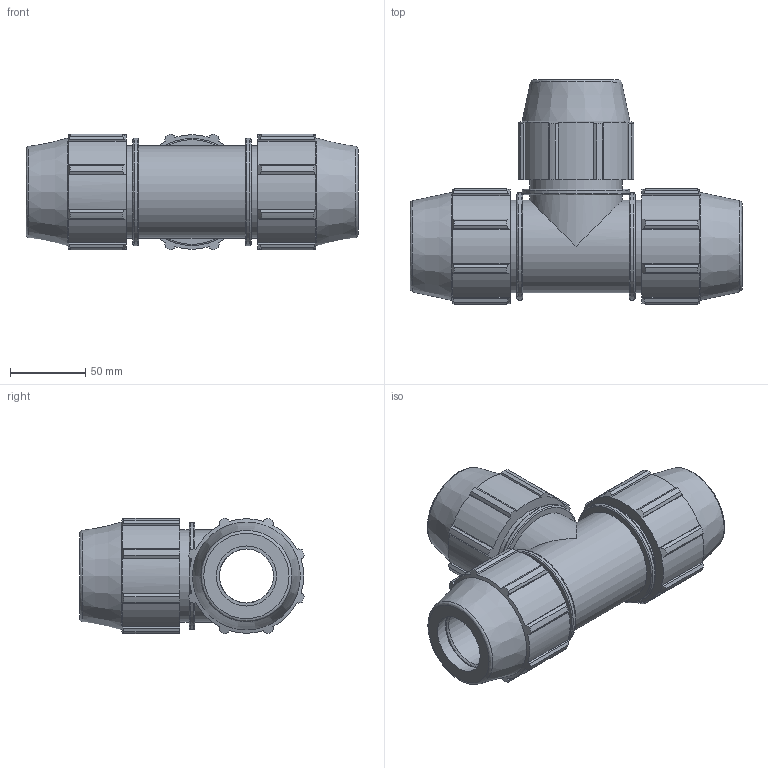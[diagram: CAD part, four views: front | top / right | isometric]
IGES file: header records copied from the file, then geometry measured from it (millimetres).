
Global section: file name: 070400040_180400040_0704060400A.ipt; native system: Autodesk Inventor 2015; preprocessor: unknown; author: KIM; date: 20170606.172111; units: millimetre
Bounding box: 221 x 149.58 x 77.16 mm (x, y, z)
Volume: 769995.5 mm3; surface area: 123958.1 mm2
Topology: 1 solids, 1 shells, 212 faces, 613 edges, 414 vertices
Faces by surface type: plane 114, cylinder 56, cone 22, revolution 20
Full cylindrical faces by diameter (mm): 61.5 x5, 71.34 x3
